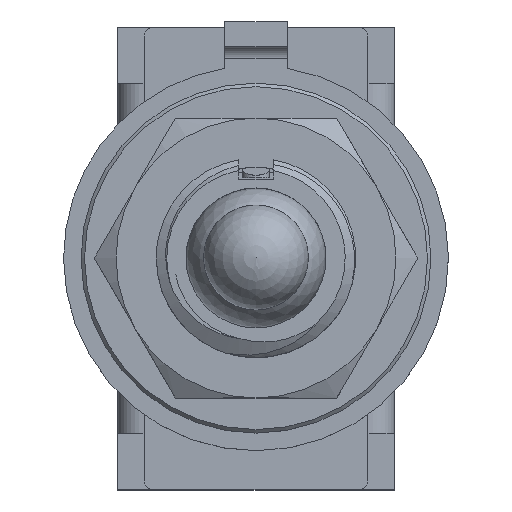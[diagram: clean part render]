
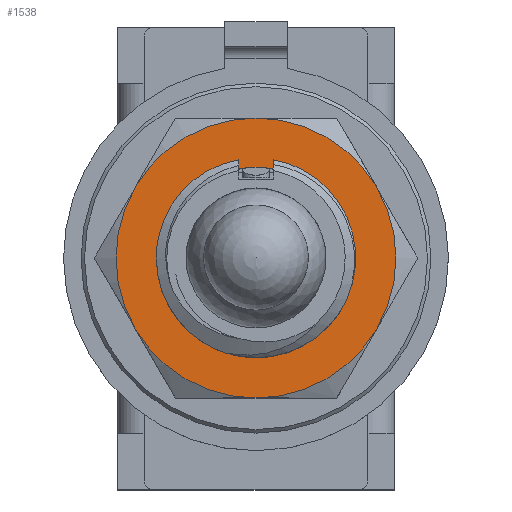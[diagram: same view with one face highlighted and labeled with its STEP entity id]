
A CAD part, top view. The second image highlights one B-rep face of the part: STEP entity #1538.
In plain terms, the highlighted planar face has unit normal (0, 0, 1).
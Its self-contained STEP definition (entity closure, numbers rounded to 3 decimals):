
#1209 = VERTEX_POINT('',#1210);
#1210 = CARTESIAN_POINT('',(0.,4.,0.9));
#1277 = VERTEX_POINT('',#1278);
#1278 = CARTESIAN_POINT('',(-3.464,2.,0.9));
#1309 = EDGE_CURVE('',#1277,#1209,#1310,.T.);
#1310 = CIRCLE('',#1311,4.);
#1311 = AXIS2_PLACEMENT_3D('',#1312,#1313,#1314);
#1312 = CARTESIAN_POINT('',(0.,0.,0.9));
#1313 = DIRECTION('',(0.,0.,-1.));
#1314 = DIRECTION('',(0.,1.,0.));
#1325 = EDGE_CURVE('',#1209,#1326,#1328,.T.);
#1326 = VERTEX_POINT('',#1327);
#1327 = CARTESIAN_POINT('',(3.464,2.,0.9));
#1328 = CIRCLE('',#1329,4.);
#1329 = AXIS2_PLACEMENT_3D('',#1330,#1331,#1332);
#1330 = CARTESIAN_POINT('',(0.,0.,0.9));
#1331 = DIRECTION('',(0.,0.,-1.));
#1332 = DIRECTION('',(0.,1.,0.));
#1494 = VERTEX_POINT('',#1495);
#1495 = CARTESIAN_POINT('',(-3.464,-2.,0.9));
#1526 = EDGE_CURVE('',#1494,#1277,#1527,.T.);
#1527 = CIRCLE('',#1528,4.);
#1528 = AXIS2_PLACEMENT_3D('',#1529,#1530,#1531);
#1529 = CARTESIAN_POINT('',(0.,0.,0.9));
#1530 = DIRECTION('',(0.,0.,-1.));
#1531 = DIRECTION('',(0.,1.,0.));
#1538 = ADVANCED_FACE('',(#1539,#1569),#1580,.T.);
#1539 = FACE_BOUND('',#1540,.T.);
#1540 = EDGE_LOOP('',(#1541,#1542,#1543,#1544,#1553,#1562));
#1541 = ORIENTED_EDGE('',*,*,#1325,.F.);
#1542 = ORIENTED_EDGE('',*,*,#1309,.F.);
#1543 = ORIENTED_EDGE('',*,*,#1526,.F.);
#1544 = ORIENTED_EDGE('',*,*,#1545,.F.);
#1545 = EDGE_CURVE('',#1546,#1494,#1548,.T.);
#1546 = VERTEX_POINT('',#1547);
#1547 = CARTESIAN_POINT('',(0.,-4.,0.9));
#1548 = CIRCLE('',#1549,4.);
#1549 = AXIS2_PLACEMENT_3D('',#1550,#1551,#1552);
#1550 = CARTESIAN_POINT('',(0.,0.,0.9));
#1551 = DIRECTION('',(0.,0.,-1.));
#1552 = DIRECTION('',(0.,1.,0.));
#1553 = ORIENTED_EDGE('',*,*,#1554,.F.);
#1554 = EDGE_CURVE('',#1555,#1546,#1557,.T.);
#1555 = VERTEX_POINT('',#1556);
#1556 = CARTESIAN_POINT('',(3.464,-2.,0.9));
#1557 = CIRCLE('',#1558,4.);
#1558 = AXIS2_PLACEMENT_3D('',#1559,#1560,#1561);
#1559 = CARTESIAN_POINT('',(0.,0.,0.9));
#1560 = DIRECTION('',(0.,0.,-1.));
#1561 = DIRECTION('',(0.,1.,0.));
#1562 = ORIENTED_EDGE('',*,*,#1563,.F.);
#1563 = EDGE_CURVE('',#1326,#1555,#1564,.T.);
#1564 = CIRCLE('',#1565,4.);
#1565 = AXIS2_PLACEMENT_3D('',#1566,#1567,#1568);
#1566 = CARTESIAN_POINT('',(0.,0.,0.9));
#1567 = DIRECTION('',(0.,0.,-1.));
#1568 = DIRECTION('',(0.,1.,0.));
#1569 = FACE_BOUND('',#1570,.T.);
#1570 = EDGE_LOOP('',(#1571));
#1571 = ORIENTED_EDGE('',*,*,#1572,.F.);
#1572 = EDGE_CURVE('',#1573,#1573,#1575,.T.);
#1573 = VERTEX_POINT('',#1574);
#1574 = CARTESIAN_POINT('',(2.6,0.,0.9));
#1575 = CIRCLE('',#1576,2.6);
#1576 = AXIS2_PLACEMENT_3D('',#1577,#1578,#1579);
#1577 = CARTESIAN_POINT('',(0.,0.,0.9));
#1578 = DIRECTION('',(0.,0.,1.));
#1579 = DIRECTION('',(1.,0.,0.));
#1580 = PLANE('',#1581);
#1581 = AXIS2_PLACEMENT_3D('',#1582,#1583,#1584);
#1582 = CARTESIAN_POINT('',(0.,0.,0.9));
#1583 = DIRECTION('',(0.,0.,1.));
#1584 = DIRECTION('',(1.,0.,0.));
